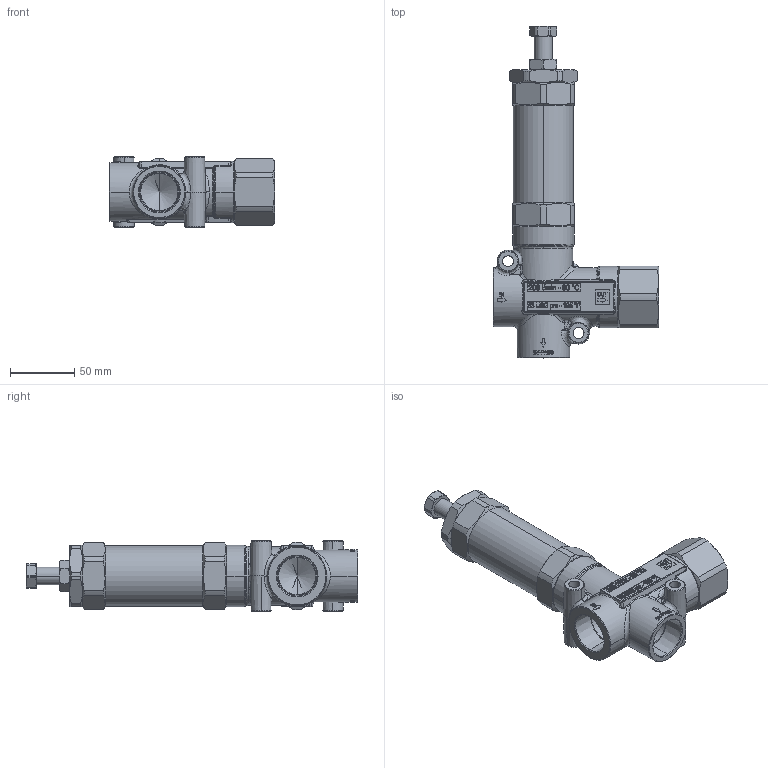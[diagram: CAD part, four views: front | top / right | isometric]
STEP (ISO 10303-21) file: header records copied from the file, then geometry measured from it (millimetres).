
FILE_DESCRIPTION (( 'STEP AP203' ), '1' );
FILE_NAME ('7593.STEP', '2019-06-28T15:19:20', ( 'IT' ), ( 'Microsoft' ), 'SwSTEP 2.0', 'SolidWorks 2019', '' );
FILE_SCHEMA (( 'CONFIG_CONTROL_DESIGN' ));
Length unit declared in the file: inch
Products named in the file (1): 7593
Bounding box: 129 x 259.04 x 55 mm (x, y, z)
Volume: 511586.5 mm3; surface area: 69387.9 mm2
Topology: 1 solids, 1 shells, 1364 faces, 3511 edges, 2249 vertices
Faces by surface type: plane 619, bspline 476, cylinder 137, cone 132
Entity records: 50840 total; most frequent: CARTESIAN_POINT 21327, ORIENTED_EDGE 6994, DIRECTION 4484, EDGE_CURVE 3497, VERTEX_POINT 2249, LINE 1798, VECTOR 1798, EDGE_LOOP 1482
